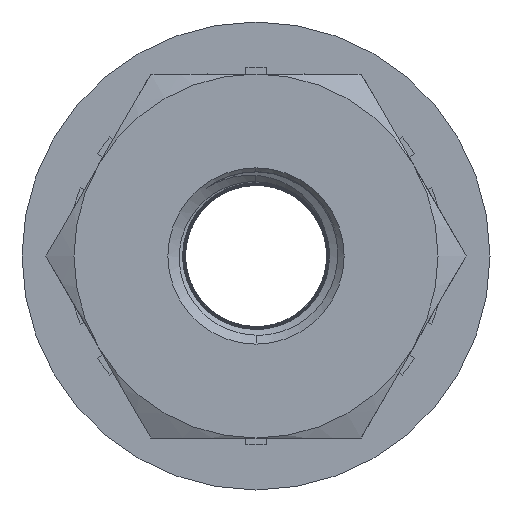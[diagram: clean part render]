
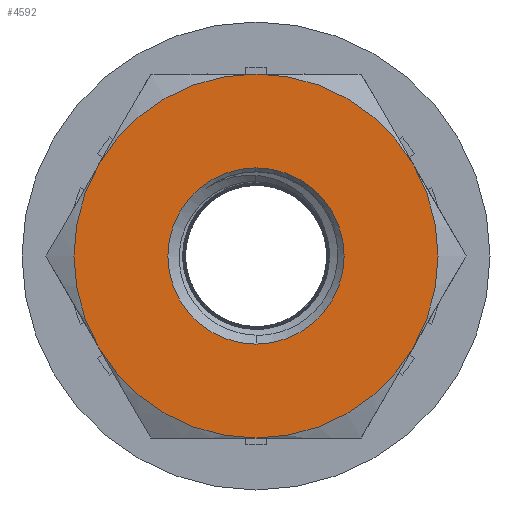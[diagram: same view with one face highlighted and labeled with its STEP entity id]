
A CAD part, left-side view. The second image highlights one B-rep face of the part: STEP entity #4592.
In plain terms, the highlighted planar face has unit normal (-1, 0, 0).
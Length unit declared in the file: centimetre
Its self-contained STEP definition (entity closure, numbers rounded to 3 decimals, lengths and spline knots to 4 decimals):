
#142=FACE_BOUND('',#686,.T.);
#159=PLANE('',#4882);
#424=FACE_OUTER_BOUND('',#685,.T.);
#685=EDGE_LOOP('',(#3760,#3761,#3762,#3763,#3764,#3765));
#686=EDGE_LOOP('',(#3766,#3767));
#813=CIRCLE('',#4783,5.3787);
#816=CIRCLE('',#4787,5.3787);
#832=CIRCLE('',#4883,11.1125);
#833=CIRCLE('',#4884,11.1125);
#834=CIRCLE('',#4885,11.1125);
#835=CIRCLE('',#4886,11.1125);
#836=CIRCLE('',#4887,11.1125);
#837=CIRCLE('',#4888,11.1125);
#1815=VERTEX_POINT('',#7449);
#1816=VERTEX_POINT('',#7451);
#1995=VERTEX_POINT('',#20474);
#1996=VERTEX_POINT('',#20475);
#1997=VERTEX_POINT('',#20477);
#1998=VERTEX_POINT('',#20479);
#1999=VERTEX_POINT('',#20481);
#2000=VERTEX_POINT('',#20483);
#2341=EDGE_CURVE('',#1815,#1816,#813,.T.);
#2348=EDGE_CURVE('',#1816,#1815,#816,.T.);
#2615=EDGE_CURVE('',#1995,#1996,#832,.T.);
#2616=EDGE_CURVE('',#1996,#1997,#833,.T.);
#2617=EDGE_CURVE('',#1997,#1998,#834,.T.);
#2618=EDGE_CURVE('',#1998,#1999,#835,.T.);
#2619=EDGE_CURVE('',#1999,#2000,#836,.T.);
#2620=EDGE_CURVE('',#2000,#1995,#837,.T.);
#3760=ORIENTED_EDGE('',*,*,#2615,.T.);
#3761=ORIENTED_EDGE('',*,*,#2616,.T.);
#3762=ORIENTED_EDGE('',*,*,#2617,.T.);
#3763=ORIENTED_EDGE('',*,*,#2618,.T.);
#3764=ORIENTED_EDGE('',*,*,#2619,.T.);
#3765=ORIENTED_EDGE('',*,*,#2620,.T.);
#3766=ORIENTED_EDGE('',*,*,#2348,.F.);
#3767=ORIENTED_EDGE('',*,*,#2341,.F.);
#4592=ADVANCED_FACE('',(#424,#142),#159,.T.);
#4783=AXIS2_PLACEMENT_3D('',#7452,#5301,#5302);
#4787=AXIS2_PLACEMENT_3D('',#7494,#5311,#5312);
#4882=AXIS2_PLACEMENT_3D('',#20473,#5587,#5588);
#4883=AXIS2_PLACEMENT_3D('',#20476,#5589,#5590);
#4884=AXIS2_PLACEMENT_3D('',#20478,#5591,#5592);
#4885=AXIS2_PLACEMENT_3D('',#20480,#5593,#5594);
#4886=AXIS2_PLACEMENT_3D('',#20482,#5595,#5596);
#4887=AXIS2_PLACEMENT_3D('',#20484,#5597,#5598);
#4888=AXIS2_PLACEMENT_3D('',#20485,#5599,#5600);
#5301=DIRECTION('center_axis',(-1.,0.,0.));
#5302=DIRECTION('ref_axis',(0.,0.,1.));
#5311=DIRECTION('center_axis',(-1.,0.,0.));
#5312=DIRECTION('ref_axis',(0.,0.,1.));
#5587=DIRECTION('center_axis',(-1.,0.,0.));
#5588=DIRECTION('ref_axis',(0.,0.,1.));
#5589=DIRECTION('center_axis',(-1.,0.,0.));
#5590=DIRECTION('ref_axis',(0.,0.,1.));
#5591=DIRECTION('center_axis',(-1.,0.,0.));
#5592=DIRECTION('ref_axis',(0.,0.,1.));
#5593=DIRECTION('center_axis',(-1.,0.,0.));
#5594=DIRECTION('ref_axis',(0.,0.,1.));
#5595=DIRECTION('center_axis',(-1.,0.,0.));
#5596=DIRECTION('ref_axis',(0.,0.,1.));
#5597=DIRECTION('center_axis',(-1.,0.,0.));
#5598=DIRECTION('ref_axis',(0.,0.,1.));
#5599=DIRECTION('center_axis',(-1.,0.,0.));
#5600=DIRECTION('ref_axis',(0.,0.,1.));
#7449=CARTESIAN_POINT('',(-19.1886,0.,-5.5172));
#7451=CARTESIAN_POINT('',(-19.1886,0.,5.2401));
#7452=CARTESIAN_POINT('Origin',(-19.1886,0.,-0.1386));
#7494=CARTESIAN_POINT('Origin',(-19.1886,0.,-0.1386));
#20473=CARTESIAN_POINT('Origin',(-19.1886,0.,-0.1386));
#20474=CARTESIAN_POINT('',(-19.1886,-9.6237,5.4177));
#20475=CARTESIAN_POINT('',(-19.1886,0.,10.9739));
#20476=CARTESIAN_POINT('Origin',(-19.1886,0.,-0.1386));
#20477=CARTESIAN_POINT('',(-19.1886,9.6237,5.4177));
#20478=CARTESIAN_POINT('Origin',(-19.1886,0.,-0.1386));
#20479=CARTESIAN_POINT('',(-19.1886,9.6237,-5.6948));
#20480=CARTESIAN_POINT('Origin',(-19.1886,0.,-0.1386));
#20481=CARTESIAN_POINT('',(-19.1886,0.,-11.2511));
#20482=CARTESIAN_POINT('Origin',(-19.1886,0.,-0.1386));
#20483=CARTESIAN_POINT('',(-19.1886,-9.6237,-5.6948));
#20484=CARTESIAN_POINT('Origin',(-19.1886,0.,-0.1386));
#20485=CARTESIAN_POINT('Origin',(-19.1886,0.,-0.1386));
